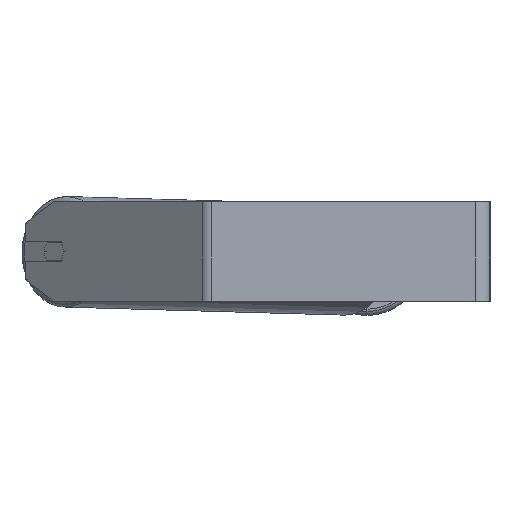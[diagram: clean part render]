
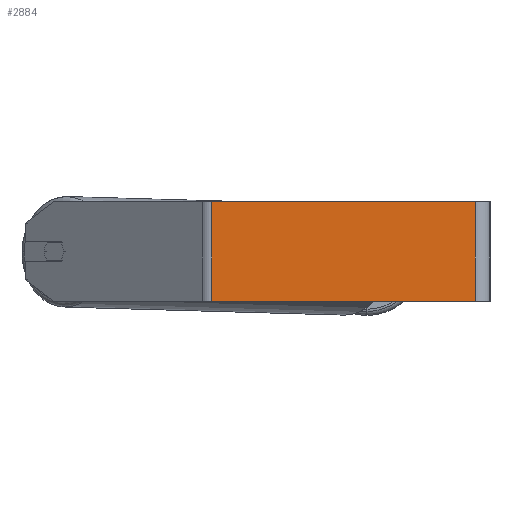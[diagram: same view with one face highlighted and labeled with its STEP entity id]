
A CAD part, left-side view. The second image highlights one B-rep face of the part: STEP entity #2884.
In plain terms, the highlighted planar face has unit normal (-1, 0, 0).
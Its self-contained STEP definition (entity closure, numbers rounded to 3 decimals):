
#174 = VERTEX_POINT ( 'NONE', #2001 ) ;
#179 = LINE ( 'NONE', #6239, #5704 ) ;
#251 = CARTESIAN_POINT ( 'NONE',  ( -605., 12., -40. ) ) ;
#274 = EDGE_CURVE ( 'NONE', #4537, #7828, #179, .T. ) ;
#498 = CARTESIAN_POINT ( 'NONE',  ( -605., 228.082, 40. ) ) ;
#523 = CARTESIAN_POINT ( 'NONE',  ( -605., 228.082, -40. ) ) ;
#968 = EDGE_LOOP ( 'NONE', ( #6116, #1610, #7535, #5603 ) ) ;
#1559 = DIRECTION ( 'NONE',  ( 0., 0., -1. ) ) ;
#1610 = ORIENTED_EDGE ( 'NONE', *, *, #7384, .F. ) ;
#1662 = AXIS2_PLACEMENT_3D ( 'NONE', #7466, #2031, #6763 ) ;
#1722 = LINE ( 'NONE', #523, #7888 ) ;
#2001 = CARTESIAN_POINT ( 'NONE',  ( -605., 12., 40. ) ) ;
#2031 = DIRECTION ( 'NONE',  ( 1., 0., 0. ) ) ;
#2127 = VECTOR ( 'NONE', #6192, 1000. ) ;
#2710 = EDGE_CURVE ( 'NONE', #4537, #174, #7077, .T. ) ;
#2884 = ADVANCED_FACE ( 'NONE', ( #8095 ), #8054, .F. ) ;
#3123 = DIRECTION ( 'NONE',  ( 0., -1., 0. ) ) ;
#3487 = CARTESIAN_POINT ( 'NONE',  ( -605., 12., 40. ) ) ;
#4456 = VERTEX_POINT ( 'NONE', #251 ) ;
#4537 = VERTEX_POINT ( 'NONE', #7098 ) ;
#4996 = EDGE_CURVE ( 'NONE', #7828, #4456, #1722, .T. ) ;
#5603 = ORIENTED_EDGE ( 'NONE', *, *, #274, .T. ) ;
#5704 = VECTOR ( 'NONE', #1559, 1000. ) ;
#5891 = VECTOR ( 'NONE', #8502, 1000. ) ;
#6116 = ORIENTED_EDGE ( 'NONE', *, *, #4996, .T. ) ;
#6192 = DIRECTION ( 'NONE',  ( 0., 0., -1. ) ) ;
#6239 = CARTESIAN_POINT ( 'NONE',  ( -605., 223.715, 40. ) ) ;
#6763 = DIRECTION ( 'NONE',  ( 0., 0., -1. ) ) ;
#7077 = LINE ( 'NONE', #498, #5891 ) ;
#7098 = CARTESIAN_POINT ( 'NONE',  ( -605., 223.715, 40. ) ) ;
#7151 = CARTESIAN_POINT ( 'NONE',  ( -605., 223.715, -40. ) ) ;
#7384 = EDGE_CURVE ( 'NONE', #174, #4456, #8232, .T. ) ;
#7466 = CARTESIAN_POINT ( 'NONE',  ( -605., 228.082, 40. ) ) ;
#7535 = ORIENTED_EDGE ( 'NONE', *, *, #2710, .F. ) ;
#7828 = VERTEX_POINT ( 'NONE', #7151 ) ;
#7888 = VECTOR ( 'NONE', #3123, 1000. ) ;
#8054 = PLANE ( 'NONE',  #1662 ) ;
#8095 = FACE_OUTER_BOUND ( 'NONE', #968, .T. ) ;
#8232 = LINE ( 'NONE', #3487, #2127 ) ;
#8502 = DIRECTION ( 'NONE',  ( 0., -1., 0. ) ) ;
